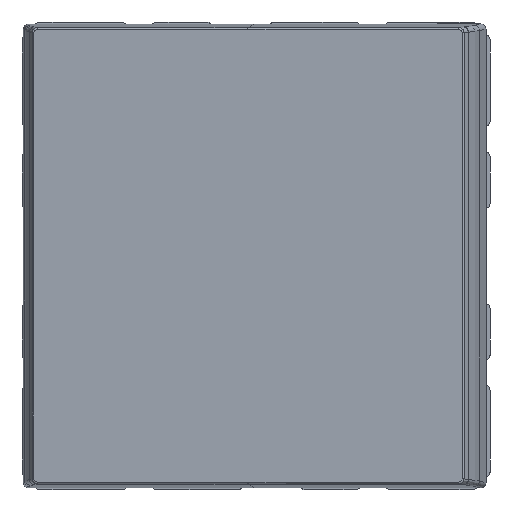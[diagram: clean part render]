
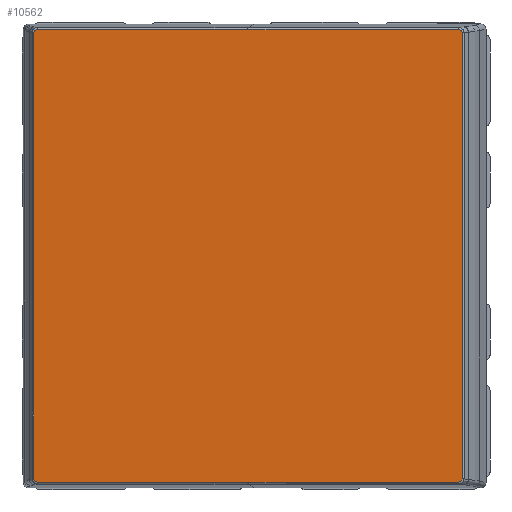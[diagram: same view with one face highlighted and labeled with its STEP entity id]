
A CAD part, top view. The second image highlights one B-rep face of the part: STEP entity #10562.
In plain terms, the highlighted planar face has unit normal (-0.096, 0, 0.995).
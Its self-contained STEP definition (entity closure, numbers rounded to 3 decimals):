
#10500=AXIS2_PLACEMENT_3D('Plane Axis2P3D',#10497,#10498,#10499) ;
#9280=CARTESIAN_POINT('Vertex',(-21.065,-21.779,8.509)) ;
#9296=CARTESIAN_POINT('Vertex',(-0.776,-21.779,10.463)) ;
#9299=CARTESIAN_POINT('Line Origine',(-0.776,-21.779,10.463)) ;
#9371=CARTESIAN_POINT('Vertex',(-21.383,-21.484,8.479)) ;
#9409=CARTESIAN_POINT('Control Point',(-21.065,-21.779,8.509)) ;
#9410=CARTESIAN_POINT('Control Point',(-21.066,-21.779,8.509)) ;
#9411=CARTESIAN_POINT('Control Point',(-21.068,-21.779,8.509)) ;
#9412=CARTESIAN_POINT('Control Point',(-21.07,-21.779,8.509)) ;
#9413=CARTESIAN_POINT('Control Point',(-21.079,-21.778,8.508)) ;
#9414=CARTESIAN_POINT('Control Point',(-21.087,-21.778,8.507)) ;
#9415=CARTESIAN_POINT('Control Point',(-21.094,-21.778,8.506)) ;
#9416=CARTESIAN_POINT('Control Point',(-21.108,-21.776,8.505)) ;
#9417=CARTESIAN_POINT('Control Point',(-21.122,-21.774,8.504)) ;
#9418=CARTESIAN_POINT('Control Point',(-21.129,-21.773,8.503)) ;
#9419=CARTESIAN_POINT('Control Point',(-21.15,-21.769,8.501)) ;
#9420=CARTESIAN_POINT('Control Point',(-21.17,-21.763,8.499)) ;
#9421=CARTESIAN_POINT('Control Point',(-21.183,-21.758,8.498)) ;
#9422=CARTESIAN_POINT('Control Point',(-21.209,-21.748,8.495)) ;
#9423=CARTESIAN_POINT('Control Point',(-21.233,-21.735,8.493)) ;
#9424=CARTESIAN_POINT('Control Point',(-21.245,-21.728,8.492)) ;
#9425=CARTESIAN_POINT('Control Point',(-21.267,-21.713,8.49)) ;
#9426=CARTESIAN_POINT('Control Point',(-21.288,-21.696,8.488)) ;
#9427=CARTESIAN_POINT('Control Point',(-21.298,-21.686,8.487)) ;
#9428=CARTESIAN_POINT('Control Point',(-21.316,-21.667,8.485)) ;
#9429=CARTESIAN_POINT('Control Point',(-21.332,-21.646,8.484)) ;
#9430=CARTESIAN_POINT('Control Point',(-21.339,-21.634,8.483)) ;
#9431=CARTESIAN_POINT('Control Point',(-21.353,-21.612,8.482)) ;
#9432=CARTESIAN_POINT('Control Point',(-21.363,-21.587,8.48)) ;
#9433=CARTESIAN_POINT('Control Point',(-21.368,-21.575,8.48)) ;
#9434=CARTESIAN_POINT('Control Point',(-21.376,-21.55,8.479)) ;
#9435=CARTESIAN_POINT('Control Point',(-21.38,-21.524,8.479)) ;
#9436=CARTESIAN_POINT('Control Point',(-21.382,-21.511,8.479)) ;
#9437=CARTESIAN_POINT('Control Point',(-21.383,-21.498,8.479)) ;
#9438=CARTESIAN_POINT('Control Point',(-21.383,-21.484,8.479)) ;
#9456=CARTESIAN_POINT('Vertex',(-21.383,21.484,8.479)) ;
#9466=CARTESIAN_POINT('Line Origine',(-21.383,0.312,8.479)) ;
#9539=CARTESIAN_POINT('Vertex',(-21.065,21.779,8.509)) ;
#9574=CARTESIAN_POINT('Control Point',(-21.065,21.779,8.509)) ;
#9575=CARTESIAN_POINT('Control Point',(-21.183,21.779,8.498)) ;
#9576=CARTESIAN_POINT('Control Point',(-21.305,21.729,8.486)) ;
#9577=CARTESIAN_POINT('Control Point',(-21.383,21.607,8.479)) ;
#9578=CARTESIAN_POINT('Control Point',(-21.383,21.484,8.479)) ;
#9596=CARTESIAN_POINT('Vertex',(-0.776,21.779,10.463)) ;
#9606=CARTESIAN_POINT('Line Origine',(-0.776,21.779,10.463)) ;
#9627=CARTESIAN_POINT('Vertex',(19.512,21.779,12.416)) ;
#9637=CARTESIAN_POINT('Line Origine',(-0.776,21.779,10.463)) ;
#9665=CARTESIAN_POINT('Vertex',(19.512,-21.779,12.416)) ;
#9668=CARTESIAN_POINT('Line Origine',(-0.776,-21.779,10.463)) ;
#10497=CARTESIAN_POINT('Axis2P3D Location',(-21.514,22.393,8.466)) ;
#10503=CARTESIAN_POINT('Control Point',(19.512,-21.779,12.416)) ;
#10504=CARTESIAN_POINT('Control Point',(19.63,-21.779,12.428)) ;
#10505=CARTESIAN_POINT('Control Point',(19.752,-21.729,12.439)) ;
#10506=CARTESIAN_POINT('Control Point',(19.83,-21.607,12.447)) ;
#10507=CARTESIAN_POINT('Control Point',(19.83,-21.484,12.447)) ;
#10508=CARTESIAN_POINT('Vertex',(19.83,-21.484,12.447)) ;
#10511=CARTESIAN_POINT('Line Origine',(19.83,0.,12.447)) ;
#10515=CARTESIAN_POINT('Vertex',(19.83,21.484,12.447)) ;
#10519=CARTESIAN_POINT('Control Point',(19.512,21.779,12.416)) ;
#10520=CARTESIAN_POINT('Control Point',(19.514,21.779,12.417)) ;
#10521=CARTESIAN_POINT('Control Point',(19.515,21.779,12.417)) ;
#10522=CARTESIAN_POINT('Control Point',(19.517,21.779,12.417)) ;
#10523=CARTESIAN_POINT('Control Point',(19.526,21.778,12.418)) ;
#10524=CARTESIAN_POINT('Control Point',(19.535,21.778,12.419)) ;
#10525=CARTESIAN_POINT('Control Point',(19.542,21.778,12.419)) ;
#10526=CARTESIAN_POINT('Control Point',(19.556,21.776,12.421)) ;
#10527=CARTESIAN_POINT('Control Point',(19.57,21.774,12.422)) ;
#10528=CARTESIAN_POINT('Control Point',(19.577,21.773,12.423)) ;
#10529=CARTESIAN_POINT('Control Point',(19.597,21.769,12.425)) ;
#10530=CARTESIAN_POINT('Control Point',(19.617,21.763,12.426)) ;
#10531=CARTESIAN_POINT('Control Point',(19.63,21.758,12.428)) ;
#10532=CARTESIAN_POINT('Control Point',(19.656,21.748,12.43)) ;
#10533=CARTESIAN_POINT('Control Point',(19.68,21.735,12.433)) ;
#10534=CARTESIAN_POINT('Control Point',(19.692,21.728,12.434)) ;
#10535=CARTESIAN_POINT('Control Point',(19.714,21.713,12.436)) ;
#10536=CARTESIAN_POINT('Control Point',(19.735,21.696,12.438)) ;
#10537=CARTESIAN_POINT('Control Point',(19.745,21.686,12.439)) ;
#10538=CARTESIAN_POINT('Control Point',(19.763,21.667,12.441)) ;
#10539=CARTESIAN_POINT('Control Point',(19.779,21.646,12.442)) ;
#10540=CARTESIAN_POINT('Control Point',(19.787,21.634,12.443)) ;
#10541=CARTESIAN_POINT('Control Point',(19.8,21.612,12.444)) ;
#10542=CARTESIAN_POINT('Control Point',(19.811,21.587,12.445)) ;
#10543=CARTESIAN_POINT('Control Point',(19.815,21.575,12.446)) ;
#10544=CARTESIAN_POINT('Control Point',(19.823,21.55,12.446)) ;
#10545=CARTESIAN_POINT('Control Point',(19.828,21.524,12.447)) ;
#10546=CARTESIAN_POINT('Control Point',(19.829,21.511,12.447)) ;
#10547=CARTESIAN_POINT('Control Point',(19.83,21.498,12.447)) ;
#10548=CARTESIAN_POINT('Control Point',(19.83,21.484,12.447)) ;
#9300=DIRECTION('Vector Direction',(-0.995,0.,-0.096)) ;
#9467=DIRECTION('Vector Direction',(0.,-1.,0.)) ;
#9607=DIRECTION('Vector Direction',(-0.995,0.,-0.096)) ;
#9638=DIRECTION('Vector Direction',(-0.995,0.,-0.096)) ;
#9669=DIRECTION('Vector Direction',(-0.995,0.,-0.096)) ;
#10498=DIRECTION('Axis2P3D Direction',(-0.096,0.,0.995)) ;
#10499=DIRECTION('Axis2P3D XDirection',(0.,-1.,0.)) ;
#10512=DIRECTION('Vector Direction',(0.,-1.,0.)) ;
#9301=VECTOR('Line Direction',#9300,1.) ;
#9468=VECTOR('Line Direction',#9467,1.) ;
#9608=VECTOR('Line Direction',#9607,1.) ;
#9639=VECTOR('Line Direction',#9638,1.) ;
#9670=VECTOR('Line Direction',#9669,1.) ;
#10513=VECTOR('Line Direction',#10512,1.) ;
#10551=ORIENTED_EDGE('',*,*,#9610,.T.) ;
#10552=ORIENTED_EDGE('',*,*,#9579,.T.) ;
#10553=ORIENTED_EDGE('',*,*,#9470,.T.) ;
#10554=ORIENTED_EDGE('',*,*,#9439,.T.) ;
#10555=ORIENTED_EDGE('',*,*,#9303,.T.) ;
#10556=ORIENTED_EDGE('',*,*,#9672,.T.) ;
#10557=ORIENTED_EDGE('',*,*,#10510,.T.) ;
#10558=ORIENTED_EDGE('',*,*,#10517,.T.) ;
#10559=ORIENTED_EDGE('',*,*,#10549,.T.) ;
#10560=ORIENTED_EDGE('',*,*,#9641,.T.) ;
#10562=ADVANCED_FACE('EE01526_A.1\\Surmoulage-ABS-',(#10561),#10501,.T.) ;
#9408=B_SPLINE_CURVE_WITH_KNOTS('',5,(#9409,#9410,#9411,#9412,#9413,#9414,#9415,#9416,#9417,#9418,#9419,#9420,#9421,#9422,#9423,#9424,#9425,#9426,#9427,#9428,#9429,#9430,#9431,#9432,#9433,#9434,#9435,#9436,#9437,#9438),.UNSPECIFIED.,.F.,.U.,(6,3,3,3,3,3,3,3,3,6),(0.154,0.167,0.221,0.274,0.379,0.481,0.581,0.679,0.776,0.872),.UNSPECIFIED.) ;
#9573=B_SPLINE_CURVE_WITH_KNOTS('',4,(#9574,#9575,#9576,#9577,#9578),.UNSPECIFIED.,.F.,.U.,(5,5),(0.154,0.872),.UNSPECIFIED.) ;
#10502=B_SPLINE_CURVE_WITH_KNOTS('',4,(#10503,#10504,#10505,#10506,#10507),.UNSPECIFIED.,.F.,.U.,(5,5),(0.154,0.872),.UNSPECIFIED.) ;
#10518=B_SPLINE_CURVE_WITH_KNOTS('',5,(#10519,#10520,#10521,#10522,#10523,#10524,#10525,#10526,#10527,#10528,#10529,#10530,#10531,#10532,#10533,#10534,#10535,#10536,#10537,#10538,#10539,#10540,#10541,#10542,#10543,#10544,#10545,#10546,#10547,#10548),.UNSPECIFIED.,.F.,.U.,(6,3,3,3,3,3,3,3,3,6),(0.154,0.167,0.221,0.274,0.379,0.481,0.581,0.679,0.776,0.872),.UNSPECIFIED.) ;
#9303=EDGE_CURVE('',#9281,#9297,#9302,.F.) ;
#9439=EDGE_CURVE('',#9372,#9281,#9408,.F.) ;
#9470=EDGE_CURVE('',#9457,#9372,#9469,.T.) ;
#9579=EDGE_CURVE('',#9540,#9457,#9573,.T.) ;
#9610=EDGE_CURVE('',#9597,#9540,#9609,.T.) ;
#9641=EDGE_CURVE('',#9628,#9597,#9640,.T.) ;
#9672=EDGE_CURVE('',#9297,#9666,#9671,.F.) ;
#10510=EDGE_CURVE('',#9666,#10509,#10502,.T.) ;
#10517=EDGE_CURVE('',#10509,#10516,#10514,.F.) ;
#10549=EDGE_CURVE('',#10516,#9628,#10518,.F.) ;
#10550=EDGE_LOOP('',(#10551,#10552,#10553,#10554,#10555,#10556,#10557,#10558,#10559,#10560)) ;
#10561=FACE_OUTER_BOUND('',#10550,.T.) ;
#9302=LINE('Line',#9299,#9301) ;
#9469=LINE('Line',#9466,#9468) ;
#9609=LINE('Line',#9606,#9608) ;
#9640=LINE('Line',#9637,#9639) ;
#9671=LINE('Line',#9668,#9670) ;
#10514=LINE('Line',#10511,#10513) ;
#10501=PLANE('',#10500) ;
#9281=VERTEX_POINT('',#9280) ;
#9297=VERTEX_POINT('',#9296) ;
#9372=VERTEX_POINT('',#9371) ;
#9457=VERTEX_POINT('',#9456) ;
#9540=VERTEX_POINT('',#9539) ;
#9597=VERTEX_POINT('',#9596) ;
#9628=VERTEX_POINT('',#9627) ;
#9666=VERTEX_POINT('',#9665) ;
#10509=VERTEX_POINT('',#10508) ;
#10516=VERTEX_POINT('',#10515) ;
